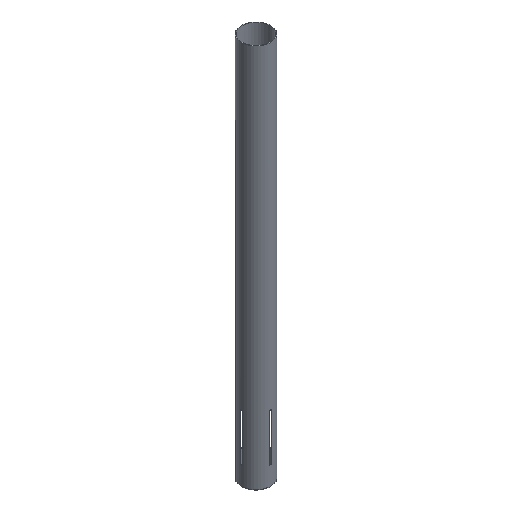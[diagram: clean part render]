
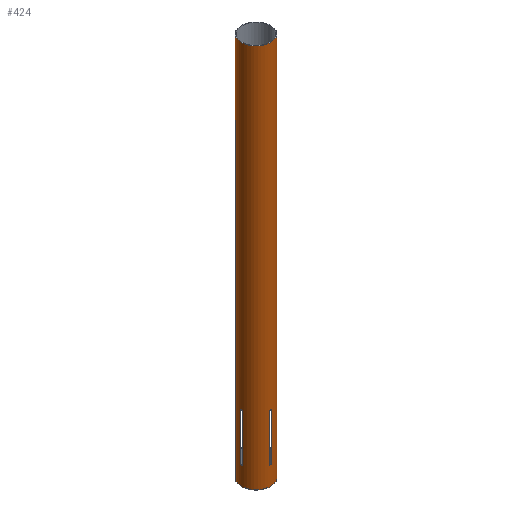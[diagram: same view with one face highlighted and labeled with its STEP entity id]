
A CAD part, isometric view. The second image highlights one B-rep face of the part: STEP entity #424.
In plain terms, the highlighted cylindrical face has radius 31 mm (diameter 62 mm), a full revolution.
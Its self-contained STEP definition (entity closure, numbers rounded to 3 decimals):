
#18=FACE_BOUND('',#90,.T.);
#19=FACE_BOUND('',#91,.T.);
#20=FACE_BOUND('',#92,.T.);
#24=CYLINDRICAL_SURFACE('',#480,31.);
#26=CIRCLE('',#444,31.);
#27=CIRCLE('',#445,31.);
#30=CIRCLE('',#451,31.);
#31=CIRCLE('',#452,31.);
#34=CIRCLE('',#456,31.);
#36=CIRCLE('',#460,31.);
#38=CIRCLE('',#464,31.);
#40=CIRCLE('',#469,31.);
#42=CIRCLE('',#472,31.);
#44=CIRCLE('',#476,31.);
#47=CIRCLE('',#481,31.);
#48=CIRCLE('',#482,31.);
#66=FACE_OUTER_BOUND('',#89,.T.);
#89=EDGE_LOOP('',(#361,#362,#363,#364,#365,#366,#367,#368,#369,#370,#371,
#372));
#90=EDGE_LOOP('',(#373,#374,#375,#376));
#91=EDGE_LOOP('',(#377,#378,#379,#380));
#92=EDGE_LOOP('',(#381,#382,#383,#384));
#99=LINE('',#619,#135);
#104=LINE('',#636,#140);
#107=LINE('',#644,#143);
#111=LINE('',#663,#147);
#115=LINE('',#675,#151);
#120=LINE('',#688,#156);
#123=LINE('',#696,#159);
#127=LINE('',#711,#163);
#131=LINE('',#726,#167);
#132=LINE('',#728,#168);
#135=VECTOR('',#491,10.);
#140=VECTOR('',#508,10.);
#143=VECTOR('',#513,10.);
#147=VECTOR('',#535,10.);
#151=VECTOR('',#547,10.);
#156=VECTOR('',#560,10.);
#159=VECTOR('',#565,10.);
#163=VECTOR('',#583,10.);
#167=VECTOR('',#603,31.);
#168=VECTOR('',#604,31.);
#171=VERTEX_POINT('',#616);
#172=VERTEX_POINT('',#618);
#175=VERTEX_POINT('',#625);
#176=VERTEX_POINT('',#627);
#178=VERTEX_POINT('',#634);
#181=VERTEX_POINT('',#641);
#182=VERTEX_POINT('',#643);
#184=VERTEX_POINT('',#649);
#186=VERTEX_POINT('',#656);
#188=VERTEX_POINT('',#662);
#191=VERTEX_POINT('',#672);
#192=VERTEX_POINT('',#674);
#194=VERTEX_POINT('',#680);
#196=VERTEX_POINT('',#686);
#199=VERTEX_POINT('',#693);
#200=VERTEX_POINT('',#695);
#202=VERTEX_POINT('',#704);
#204=VERTEX_POINT('',#710);
#207=VERTEX_POINT('',#724);
#208=VERTEX_POINT('',#727);
#211=EDGE_CURVE('',#172,#171,#99,.T.);
#215=EDGE_CURVE('',#176,#175,#26,.T.);
#216=EDGE_CURVE('',#171,#176,#27,.T.);
#220=EDGE_CURVE('',#175,#178,#104,.T.);
#223=EDGE_CURVE('',#182,#181,#107,.T.);
#226=EDGE_CURVE('',#184,#172,#30,.T.);
#227=EDGE_CURVE('',#178,#184,#31,.T.);
#230=EDGE_CURVE('',#186,#182,#34,.T.);
#233=EDGE_CURVE('',#188,#186,#111,.T.);
#236=EDGE_CURVE('',#181,#188,#36,.T.);
#239=EDGE_CURVE('',#192,#191,#115,.T.);
#243=EDGE_CURVE('',#191,#194,#38,.T.);
#246=EDGE_CURVE('',#194,#196,#120,.T.);
#249=EDGE_CURVE('',#200,#199,#123,.T.);
#252=EDGE_CURVE('',#196,#192,#40,.T.);
#254=EDGE_CURVE('',#202,#200,#42,.T.);
#257=EDGE_CURVE('',#204,#202,#127,.T.);
#260=EDGE_CURVE('',#199,#204,#44,.T.);
#265=EDGE_CURVE('',#207,#207,#47,.T.);
#266=EDGE_CURVE('',#207,#184,#131,.T.);
#267=EDGE_CURVE('',#176,#208,#132,.T.);
#268=EDGE_CURVE('',#208,#208,#48,.T.);
#361=ORIENTED_EDGE('',*,*,#265,.F.);
#362=ORIENTED_EDGE('',*,*,#266,.T.);
#363=ORIENTED_EDGE('',*,*,#226,.T.);
#364=ORIENTED_EDGE('',*,*,#211,.T.);
#365=ORIENTED_EDGE('',*,*,#216,.T.);
#366=ORIENTED_EDGE('',*,*,#267,.T.);
#367=ORIENTED_EDGE('',*,*,#268,.T.);
#368=ORIENTED_EDGE('',*,*,#267,.F.);
#369=ORIENTED_EDGE('',*,*,#215,.T.);
#370=ORIENTED_EDGE('',*,*,#220,.T.);
#371=ORIENTED_EDGE('',*,*,#227,.T.);
#372=ORIENTED_EDGE('',*,*,#266,.F.);
#373=ORIENTED_EDGE('',*,*,#233,.T.);
#374=ORIENTED_EDGE('',*,*,#230,.T.);
#375=ORIENTED_EDGE('',*,*,#223,.T.);
#376=ORIENTED_EDGE('',*,*,#236,.T.);
#377=ORIENTED_EDGE('',*,*,#257,.T.);
#378=ORIENTED_EDGE('',*,*,#254,.T.);
#379=ORIENTED_EDGE('',*,*,#249,.T.);
#380=ORIENTED_EDGE('',*,*,#260,.T.);
#381=ORIENTED_EDGE('',*,*,#252,.T.);
#382=ORIENTED_EDGE('',*,*,#239,.T.);
#383=ORIENTED_EDGE('',*,*,#243,.T.);
#384=ORIENTED_EDGE('',*,*,#246,.T.);
#424=ADVANCED_FACE('',(#66,#18,#19,#20),#24,.T.);
#444=AXIS2_PLACEMENT_3D('',#628,#498,#499);
#445=AXIS2_PLACEMENT_3D('',#629,#500,#501);
#451=AXIS2_PLACEMENT_3D('',#650,#519,#520);
#452=AXIS2_PLACEMENT_3D('',#651,#521,#522);
#456=AXIS2_PLACEMENT_3D('',#657,#529,#530);
#460=AXIS2_PLACEMENT_3D('',#667,#541,#542);
#464=AXIS2_PLACEMENT_3D('',#682,#554,#555);
#469=AXIS2_PLACEMENT_3D('',#700,#571,#572);
#472=AXIS2_PLACEMENT_3D('',#705,#577,#578);
#476=AXIS2_PLACEMENT_3D('',#715,#589,#590);
#480=AXIS2_PLACEMENT_3D('',#723,#599,#600);
#481=AXIS2_PLACEMENT_3D('',#725,#601,#602);
#482=AXIS2_PLACEMENT_3D('',#729,#605,#606);
#491=DIRECTION('',(0.,0.,-1.));
#498=DIRECTION('center_axis',(0.,0.,-1.));
#499=DIRECTION('ref_axis',(1.,0.,0.));
#500=DIRECTION('center_axis',(0.,0.,-1.));
#501=DIRECTION('ref_axis',(1.,0.,0.));
#508=DIRECTION('',(0.,0.,1.));
#513=DIRECTION('',(0.,0.,-1.));
#519=DIRECTION('center_axis',(0.,0.,1.));
#520=DIRECTION('ref_axis',(1.,0.,0.));
#521=DIRECTION('center_axis',(0.,0.,1.));
#522=DIRECTION('ref_axis',(1.,0.,0.));
#529=DIRECTION('center_axis',(0.,0.,1.));
#530=DIRECTION('ref_axis',(1.,0.,0.));
#535=DIRECTION('',(0.,0.,1.));
#541=DIRECTION('center_axis',(0.,0.,-1.));
#542=DIRECTION('ref_axis',(1.,0.,0.));
#547=DIRECTION('',(0.,0.,-1.));
#554=DIRECTION('center_axis',(0.,0.,-1.));
#555=DIRECTION('ref_axis',(1.,0.,0.));
#560=DIRECTION('',(0.,0.,1.));
#565=DIRECTION('',(0.,0.,-1.));
#571=DIRECTION('center_axis',(0.,0.,1.));
#572=DIRECTION('ref_axis',(1.,0.,0.));
#577=DIRECTION('center_axis',(0.,0.,1.));
#578=DIRECTION('ref_axis',(1.,0.,0.));
#583=DIRECTION('',(0.,0.,1.));
#589=DIRECTION('center_axis',(0.,0.,-1.));
#590=DIRECTION('ref_axis',(1.,0.,0.));
#599=DIRECTION('center_axis',(0.,0.,1.));
#600=DIRECTION('ref_axis',(1.,0.,0.));
#601=DIRECTION('center_axis',(0.,0.,1.));
#602=DIRECTION('ref_axis',(1.,0.,0.));
#603=DIRECTION('',(0.,0.,-1.));
#604=DIRECTION('',(0.,0.,-1.));
#605=DIRECTION('center_axis',(0.,0.,1.));
#606=DIRECTION('ref_axis',(1.,0.,0.));
#616=CARTESIAN_POINT('',(-30.935,-2.,40.));
#618=CARTESIAN_POINT('',(-30.935,-2.,140.));
#619=CARTESIAN_POINT('',(-30.935,-2.,0.));
#625=CARTESIAN_POINT('',(-30.935,2.,40.));
#627=CARTESIAN_POINT('',(-31.,0.,40.));
#628=CARTESIAN_POINT('Origin',(0.,0.,40.));
#629=CARTESIAN_POINT('Origin',(0.,0.,40.));
#634=CARTESIAN_POINT('',(-30.935,2.,140.));
#636=CARTESIAN_POINT('',(-30.935,2.,0.));
#641=CARTESIAN_POINT('',(30.935,2.,40.));
#643=CARTESIAN_POINT('',(30.935,2.,140.));
#644=CARTESIAN_POINT('',(30.935,2.,0.));
#649=CARTESIAN_POINT('',(-31.,0.,140.));
#650=CARTESIAN_POINT('Origin',(0.,0.,140.));
#651=CARTESIAN_POINT('Origin',(0.,0.,140.));
#656=CARTESIAN_POINT('',(30.935,-2.,140.));
#657=CARTESIAN_POINT('Origin',(0.,0.,140.));
#662=CARTESIAN_POINT('',(30.935,-2.,40.));
#663=CARTESIAN_POINT('',(30.935,-2.,0.));
#667=CARTESIAN_POINT('Origin',(0.,0.,40.));
#672=CARTESIAN_POINT('',(2.,-30.935,40.));
#674=CARTESIAN_POINT('',(2.,-30.935,140.));
#675=CARTESIAN_POINT('',(2.,-30.935,0.));
#680=CARTESIAN_POINT('',(-2.,-30.935,40.));
#682=CARTESIAN_POINT('Origin',(0.,0.,40.));
#686=CARTESIAN_POINT('',(-2.,-30.935,140.));
#688=CARTESIAN_POINT('',(-2.,-30.935,0.));
#693=CARTESIAN_POINT('',(-2.,30.935,40.));
#695=CARTESIAN_POINT('',(-2.,30.935,140.));
#696=CARTESIAN_POINT('',(-2.,30.935,0.));
#700=CARTESIAN_POINT('Origin',(0.,0.,140.));
#704=CARTESIAN_POINT('',(2.,30.935,140.));
#705=CARTESIAN_POINT('Origin',(0.,0.,140.));
#710=CARTESIAN_POINT('',(2.,30.935,40.));
#711=CARTESIAN_POINT('',(2.,30.935,0.));
#715=CARTESIAN_POINT('Origin',(0.,0.,40.));
#723=CARTESIAN_POINT('Origin',(0.,0.,0.));
#724=CARTESIAN_POINT('',(-31.,0.,813.));
#725=CARTESIAN_POINT('Origin',(0.,0.,813.));
#726=CARTESIAN_POINT('',(-31.,0.,0.));
#727=CARTESIAN_POINT('',(-31.,0.,0.));
#728=CARTESIAN_POINT('',(-31.,0.,0.));
#729=CARTESIAN_POINT('Origin',(0.,0.,0.));
